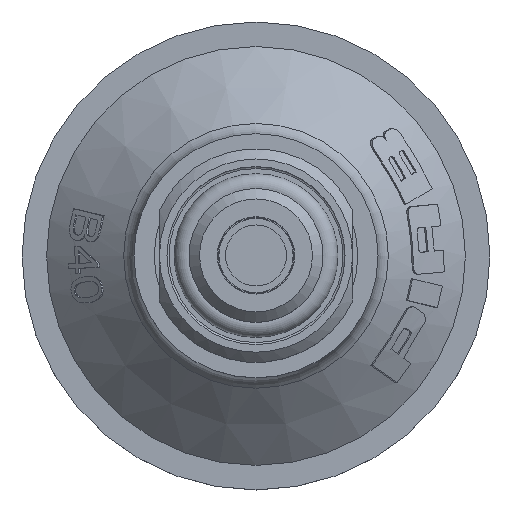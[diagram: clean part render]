
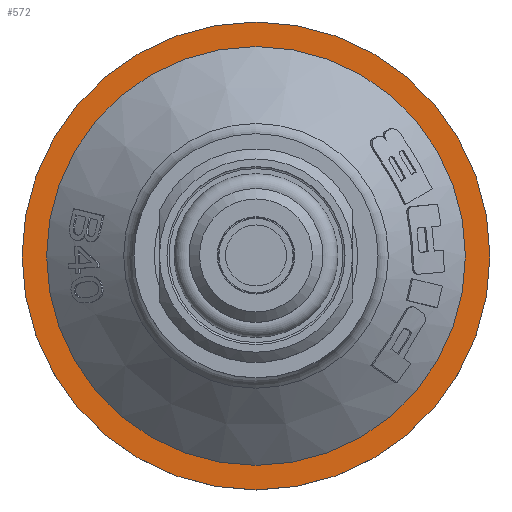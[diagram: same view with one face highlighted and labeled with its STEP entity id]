
A CAD part, top view. The second image highlights one B-rep face of the part: STEP entity #572.
In plain terms, the highlighted planar face has unit normal (0, 0, 1).
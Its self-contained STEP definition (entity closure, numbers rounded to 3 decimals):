
#572 = ADVANCED_FACE( '', ( #1131, #1132 ), #1133, .F. );
#1131 = FACE_BOUND( '', #1739, .T. );
#1132 = FACE_OUTER_BOUND( '', #1740, .T. );
#1133 = PLANE( '', #1741 );
#1739 = EDGE_LOOP( '', ( #3261 ) );
#1740 = EDGE_LOOP( '', ( #3262 ) );
#1741 = AXIS2_PLACEMENT_3D( '', #3263, #3264, #3265 );
#3261 = ORIENTED_EDGE( '', *, *, #3643, .T. );
#3262 = ORIENTED_EDGE( '', *, *, #3490, .F. );
#3263 = CARTESIAN_POINT( '', ( 0., -23., -16.1 ) );
#3264 = DIRECTION( '', ( 0., 0., -1. ) );
#3265 = DIRECTION( '', ( -1., 0., 0. ) );
#3490 = EDGE_CURVE( '', #4254, #4254, #4255, .T. );
#3643 = EDGE_CURVE( '', #4518, #4518, #4519, .T. );
#4254 = VERTEX_POINT( '', #5149 );
#4255 = CIRCLE( '', #5150, 23. );
#4518 = VERTEX_POINT( '', #5795 );
#4519 = CIRCLE( '', #5796, 20.587 );
#5149 = CARTESIAN_POINT( '', ( -23., 0., -16.1 ) );
#5150 = AXIS2_PLACEMENT_3D( '', #7028, #7029, #7030 );
#5795 = CARTESIAN_POINT( '', ( -20.587, 0., -16.1 ) );
#5796 = AXIS2_PLACEMENT_3D( '', #7106, #7107, #7108 );
#7028 = CARTESIAN_POINT( '', ( 0., 0., -16.1 ) );
#7029 = DIRECTION( '', ( 0., 0., -1. ) );
#7030 = DIRECTION( '', ( -1., 0., 0. ) );
#7106 = CARTESIAN_POINT( '', ( 0., 0., -16.1 ) );
#7107 = DIRECTION( '', ( 0., 0., -1. ) );
#7108 = DIRECTION( '', ( -1., 0., 0. ) );
